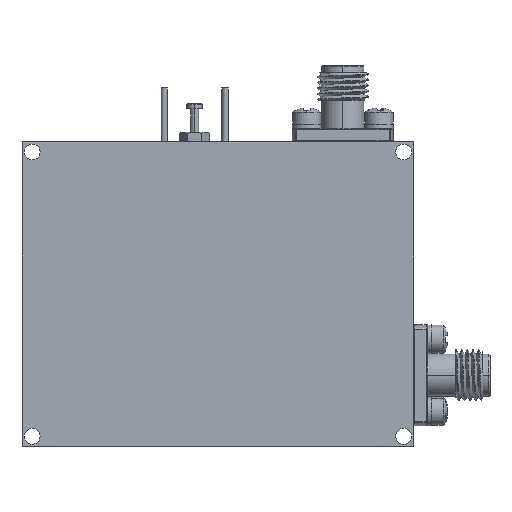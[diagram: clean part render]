
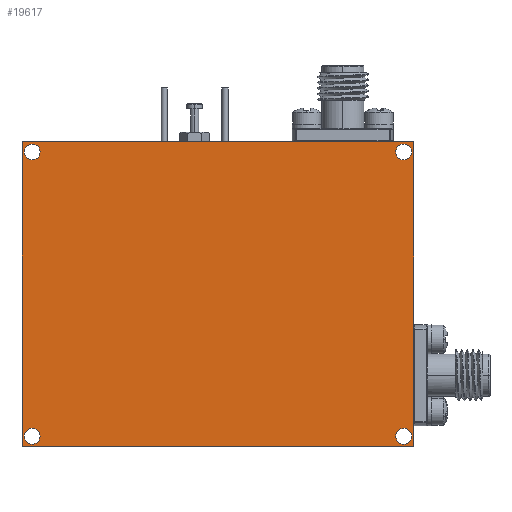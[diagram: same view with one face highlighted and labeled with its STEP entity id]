
A CAD part, front view. The second image highlights one B-rep face of the part: STEP entity #19617.
In plain terms, the highlighted planar face has unit normal (0, -1, 0).
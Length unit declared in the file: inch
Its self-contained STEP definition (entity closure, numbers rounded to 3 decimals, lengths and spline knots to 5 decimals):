
#136 = ORIENTED_EDGE ( 'NONE', *, *, #34097, .F. ) ;
#146 = ORIENTED_EDGE ( 'NONE', *, *, #11037, .F. ) ;
#1343 = VERTEX_POINT ( 'NONE', #47285 ) ;
#1570 = CARTESIAN_POINT ( 'NONE',  ( 0.915, -0.31, -0.73907 ) ) ;
#2122 = VERTEX_POINT ( 'NONE', #40301 ) ;
#2248 = CARTESIAN_POINT ( 'NONE',  ( -0.965, -0.31, 0.75 ) ) ;
#2381 = DIRECTION ( 'NONE',  ( 0., 0., 1. ) ) ;
#3049 = CARTESIAN_POINT ( 'NONE',  ( -0.915, -0.31, -0.73907 ) ) ;
#3175 = CARTESIAN_POINT ( 'NONE',  ( 0.965, -0.31, -0.75 ) ) ;
#4242 = EDGE_LOOP ( 'NONE', ( #22608, #4519 ) ) ;
#4352 = CARTESIAN_POINT ( 'NONE',  ( 0.915, -0.31, -0.7 ) ) ;
#4517 = AXIS2_PLACEMENT_3D ( 'NONE', #24260, #5867, #20638 ) ;
#4519 = ORIENTED_EDGE ( 'NONE', *, *, #42613, .T. ) ;
#4656 = EDGE_CURVE ( 'NONE', #17198, #2122, #12462, .T. ) ;
#5167 = CIRCLE ( 'NONE', #38306, 0.03906 ) ;
#5624 = AXIS2_PLACEMENT_3D ( 'NONE', #31853, #6288, #7009 ) ;
#5723 = DIRECTION ( 'NONE',  ( 0., 1., 0. ) ) ;
#5867 = DIRECTION ( 'NONE',  ( 0., 1., 0. ) ) ;
#6288 = DIRECTION ( 'NONE',  ( 0., 1., 0. ) ) ;
#6302 = DIRECTION ( 'NONE',  ( 0., 0., 1. ) ) ;
#6537 = EDGE_CURVE ( 'NONE', #1343, #40361, #45664, .T. ) ;
#7009 = DIRECTION ( 'NONE',  ( 0., 0., 1. ) ) ;
#7438 = DIRECTION ( 'NONE',  ( 0., 1., 0. ) ) ;
#7873 = AXIS2_PLACEMENT_3D ( 'NONE', #31863, #23528, #6302 ) ;
#7925 = DIRECTION ( 'NONE',  ( -1., 0., 0. ) ) ;
#8097 = CARTESIAN_POINT ( 'NONE',  ( 0.915, -0.31, 0.7 ) ) ;
#8853 = DIRECTION ( 'NONE',  ( 0., 0., -1. ) ) ;
#8943 = CARTESIAN_POINT ( 'NONE',  ( 0.965, -0.31, 0.75 ) ) ;
#9082 = VERTEX_POINT ( 'NONE', #8943 ) ;
#9130 = VERTEX_POINT ( 'NONE', #38166 ) ;
#9322 = FACE_OUTER_BOUND ( 'NONE', #16854, .T. ) ;
#10049 = PLANE ( 'NONE',  #14039 ) ;
#11037 = EDGE_CURVE ( 'NONE', #46327, #9082, #19119, .T. ) ;
#11542 = EDGE_CURVE ( 'NONE', #26010, #9130, #39854, .T. ) ;
#12462 = LINE ( 'NONE', #38521, #28950 ) ;
#12814 = CARTESIAN_POINT ( 'NONE',  ( -0.965, -0.31, 0.75 ) ) ;
#12853 = EDGE_CURVE ( 'NONE', #26320, #45672, #17961, .T. ) ;
#12940 = LINE ( 'NONE', #27636, #43366 ) ;
#13207 = DIRECTION ( 'NONE',  ( 0., 0., 1. ) ) ;
#13478 = EDGE_CURVE ( 'NONE', #40361, #1343, #30292, .T. ) ;
#13617 = CARTESIAN_POINT ( 'NONE',  ( -0.915, -0.31, 0.73907 ) ) ;
#14039 = AXIS2_PLACEMENT_3D ( 'NONE', #42369, #5723, #13207 ) ;
#14709 = CARTESIAN_POINT ( 'NONE',  ( -0.915, -0.31, 0.7 ) ) ;
#16696 = CARTESIAN_POINT ( 'NONE',  ( -0.915, -0.31, 0.66094 ) ) ;
#16790 = AXIS2_PLACEMENT_3D ( 'NONE', #20753, #35414, #2381 ) ;
#16854 = EDGE_LOOP ( 'NONE', ( #26898, #35080, #136, #146 ) ) ;
#17198 = VERTEX_POINT ( 'NONE', #3175 ) ;
#17208 = AXIS2_PLACEMENT_3D ( 'NONE', #4352, #41478, #19102 ) ;
#17335 = FACE_BOUND ( 'NONE', #4242, .T. ) ;
#17961 = CIRCLE ( 'NONE', #7873, 0.03906 ) ;
#19102 = DIRECTION ( 'NONE',  ( 0., 0., 1. ) ) ;
#19119 = LINE ( 'NONE', #12814, #42910 ) ;
#19363 = DIRECTION ( 'NONE',  ( 0., 0., 1. ) ) ;
#19571 = CARTESIAN_POINT ( 'NONE',  ( 0.915, -0.31, 0.66094 ) ) ;
#19617 = ADVANCED_FACE ( 'NONE', ( #9322, #24098, #17335, #31762, #39258 ), #10049, .F. ) ;
#20106 = VECTOR ( 'NONE', #8853, 39.37008 ) ;
#20418 = EDGE_CURVE ( 'NONE', #23997, #36217, #39527, .T. ) ;
#20482 = ORIENTED_EDGE ( 'NONE', *, *, #47274, .T. ) ;
#20638 = DIRECTION ( 'NONE',  ( 0., 0., 1. ) ) ;
#20726 = CARTESIAN_POINT ( 'NONE',  ( 0.915, -0.31, -0.66094 ) ) ;
#20753 = CARTESIAN_POINT ( 'NONE',  ( -0.915, -0.31, -0.7 ) ) ;
#22196 = DIRECTION ( 'NONE',  ( 0., 0., 1. ) ) ;
#22608 = ORIENTED_EDGE ( 'NONE', *, *, #12853, .T. ) ;
#22731 = DIRECTION ( 'NONE',  ( 0., 1., 0. ) ) ;
#23084 = DIRECTION ( 'NONE',  ( 0., 0., 1. ) ) ;
#23100 = DIRECTION ( 'NONE',  ( 0., 0., 1. ) ) ;
#23528 = DIRECTION ( 'NONE',  ( 0., 1., 0. ) ) ;
#23997 = VERTEX_POINT ( 'NONE', #1570 ) ;
#24098 = FACE_BOUND ( 'NONE', #26383, .T. ) ;
#24260 = CARTESIAN_POINT ( 'NONE',  ( 0.915, -0.31, -0.7 ) ) ;
#25298 = CIRCLE ( 'NONE', #37582, 0.03906 ) ;
#25720 = AXIS2_PLACEMENT_3D ( 'NONE', #8097, #26674, #23100 ) ;
#26010 = VERTEX_POINT ( 'NONE', #3049 ) ;
#26320 = VERTEX_POINT ( 'NONE', #13617 ) ;
#26383 = EDGE_LOOP ( 'NONE', ( #27185, #47323 ) ) ;
#26674 = DIRECTION ( 'NONE',  ( 0., 1., 0. ) ) ;
#26825 = ORIENTED_EDGE ( 'NONE', *, *, #11542, .T. ) ;
#26898 = ORIENTED_EDGE ( 'NONE', *, *, #32123, .F. ) ;
#27185 = ORIENTED_EDGE ( 'NONE', *, *, #6537, .T. ) ;
#27636 = CARTESIAN_POINT ( 'NONE',  ( -0.965, -0.31, -0.75 ) ) ;
#28950 = VECTOR ( 'NONE', #7925, 39.37008 ) ;
#29334 = EDGE_LOOP ( 'NONE', ( #44097, #26825 ) ) ;
#30292 = CIRCLE ( 'NONE', #25720, 0.03906 ) ;
#31487 = CIRCLE ( 'NONE', #4517, 0.03906 ) ;
#31762 = FACE_BOUND ( 'NONE', #36337, .T. ) ;
#31853 = CARTESIAN_POINT ( 'NONE',  ( 0.915, -0.31, 0.7 ) ) ;
#31863 = CARTESIAN_POINT ( 'NONE',  ( -0.915, -0.31, 0.7 ) ) ;
#32123 = EDGE_CURVE ( 'NONE', #2122, #46327, #12940, .T. ) ;
#33726 = ORIENTED_EDGE ( 'NONE', *, *, #20418, .T. ) ;
#34097 = EDGE_CURVE ( 'NONE', #9082, #17198, #45997, .T. ) ;
#35080 = ORIENTED_EDGE ( 'NONE', *, *, #4656, .F. ) ;
#35414 = DIRECTION ( 'NONE',  ( 0., 1., 0. ) ) ;
#36217 = VERTEX_POINT ( 'NONE', #20726 ) ;
#36337 = EDGE_LOOP ( 'NONE', ( #20482, #33726 ) ) ;
#37582 = AXIS2_PLACEMENT_3D ( 'NONE', #41255, #22731, #19363 ) ;
#38166 = CARTESIAN_POINT ( 'NONE',  ( -0.915, -0.31, -0.66094 ) ) ;
#38306 = AXIS2_PLACEMENT_3D ( 'NONE', #14709, #7438, #22196 ) ;
#38521 = CARTESIAN_POINT ( 'NONE',  ( -0.965, -0.31, -0.75 ) ) ;
#38874 = DIRECTION ( 'NONE',  ( 1., 0., 0. ) ) ;
#39258 = FACE_BOUND ( 'NONE', #29334, .T. ) ;
#39527 = CIRCLE ( 'NONE', #17208, 0.03906 ) ;
#39854 = CIRCLE ( 'NONE', #16790, 0.03906 ) ;
#40301 = CARTESIAN_POINT ( 'NONE',  ( -0.965, -0.31, -0.75 ) ) ;
#40361 = VERTEX_POINT ( 'NONE', #19571 ) ;
#41255 = CARTESIAN_POINT ( 'NONE',  ( -0.915, -0.31, -0.7 ) ) ;
#41478 = DIRECTION ( 'NONE',  ( 0., 1., 0. ) ) ;
#41915 = CARTESIAN_POINT ( 'NONE',  ( 0.965, -0.31, -0.75 ) ) ;
#42369 = CARTESIAN_POINT ( 'NONE',  ( 0., -0.31, 0. ) ) ;
#42613 = EDGE_CURVE ( 'NONE', #45672, #26320, #5167, .T. ) ;
#42910 = VECTOR ( 'NONE', #38874, 39.37008 ) ;
#43366 = VECTOR ( 'NONE', #23084, 39.37008 ) ;
#44097 = ORIENTED_EDGE ( 'NONE', *, *, #46415, .T. ) ;
#45664 = CIRCLE ( 'NONE', #5624, 0.03906 ) ;
#45672 = VERTEX_POINT ( 'NONE', #16696 ) ;
#45997 = LINE ( 'NONE', #41915, #20106 ) ;
#46327 = VERTEX_POINT ( 'NONE', #2248 ) ;
#46415 = EDGE_CURVE ( 'NONE', #9130, #26010, #25298, .T. ) ;
#47274 = EDGE_CURVE ( 'NONE', #36217, #23997, #31487, .T. ) ;
#47285 = CARTESIAN_POINT ( 'NONE',  ( 0.915, -0.31, 0.73907 ) ) ;
#47323 = ORIENTED_EDGE ( 'NONE', *, *, #13478, .T. ) ;
